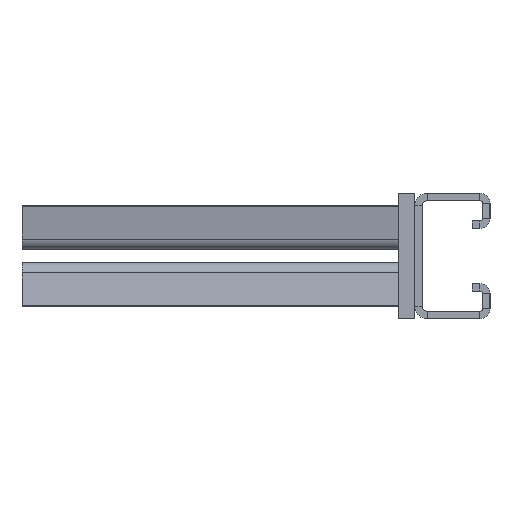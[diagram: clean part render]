
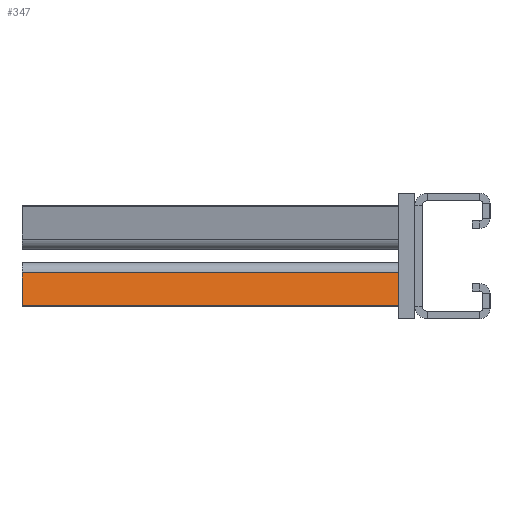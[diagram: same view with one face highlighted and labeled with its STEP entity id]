
A CAD part, left-side view. The second image highlights one B-rep face of the part: STEP entity #347.
In plain terms, the highlighted face is planar.
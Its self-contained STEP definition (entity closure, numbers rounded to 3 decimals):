
#31 = CARTESIAN_POINT ( 'NONE',  ( 75., 31.918, -4.218 ) ) ;
#188 = DIRECTION ( 'NONE',  ( -1., 0., 0. ) ) ;
#195 = ORIENTED_EDGE ( 'NONE', *, *, #2003, .T. ) ;
#306 = EDGE_CURVE ( 'NONE', #5266, #3903, #880, .T. ) ;
#347 = ADVANCED_FACE ( 'NONE', ( #1251 ), #2084, .F. ) ;
#689 = CARTESIAN_POINT ( 'NONE',  ( -75., 34., -17.36 ) ) ;
#724 = VECTOR ( 'NONE', #4650, 1000. ) ;
#880 = LINE ( 'NONE', #4341, #724 ) ;
#1024 = LINE ( 'NONE', #31, #4976 ) ;
#1251 = FACE_OUTER_BOUND ( 'NONE', #3237, .T. ) ;
#1971 = EDGE_CURVE ( 'NONE', #5266, #3138, #2419, .T. ) ;
#2003 = EDGE_CURVE ( 'NONE', #3138, #3090, #3256, .T. ) ;
#2038 = CARTESIAN_POINT ( 'NONE',  ( 75., 34., -17.36 ) ) ;
#2084 = PLANE ( 'NONE',  #3955 ) ;
#2104 = CARTESIAN_POINT ( 'NONE',  ( 75., 34., -17.36 ) ) ;
#2140 = DIRECTION ( 'NONE',  ( 0., -0.988, -0.156 ) ) ;
#2219 = DIRECTION ( 'NONE',  ( 0., 0.156, -0.988 ) ) ;
#2419 = LINE ( 'NONE', #2675, #3480 ) ;
#2423 = EDGE_CURVE ( 'NONE', #3903, #3090, #1024, .T. ) ;
#2675 = CARTESIAN_POINT ( 'NONE',  ( 75., 34., -17.36 ) ) ;
#2699 = DIRECTION ( 'NONE',  ( 0., -0.156, 0.988 ) ) ;
#3084 = ORIENTED_EDGE ( 'NONE', *, *, #306, .F. ) ;
#3090 = VERTEX_POINT ( 'NONE', #4977 ) ;
#3094 = ORIENTED_EDGE ( 'NONE', *, *, #1971, .T. ) ;
#3107 = CARTESIAN_POINT ( 'NONE',  ( -75., 34., -17.36 ) ) ;
#3138 = VERTEX_POINT ( 'NONE', #3107 ) ;
#3237 = EDGE_LOOP ( 'NONE', ( #195, #4133, #3084, #3094 ) ) ;
#3256 = LINE ( 'NONE', #689, #5167 ) ;
#3317 = CARTESIAN_POINT ( 'NONE',  ( 75., 31.918, -4.218 ) ) ;
#3480 = VECTOR ( 'NONE', #4209, 1000. ) ;
#3903 = VERTEX_POINT ( 'NONE', #3317 ) ;
#3955 = AXIS2_PLACEMENT_3D ( 'NONE', #2104, #2140, #2219 ) ;
#4133 = ORIENTED_EDGE ( 'NONE', *, *, #2423, .F. ) ;
#4209 = DIRECTION ( 'NONE',  ( -1., 0., 0. ) ) ;
#4341 = CARTESIAN_POINT ( 'NONE',  ( 75., 34., -17.36 ) ) ;
#4650 = DIRECTION ( 'NONE',  ( 0., -0.156, 0.988 ) ) ;
#4976 = VECTOR ( 'NONE', #188, 1000. ) ;
#4977 = CARTESIAN_POINT ( 'NONE',  ( -75., 31.918, -4.218 ) ) ;
#5167 = VECTOR ( 'NONE', #2699, 1000. ) ;
#5266 = VERTEX_POINT ( 'NONE', #2038 ) ;
